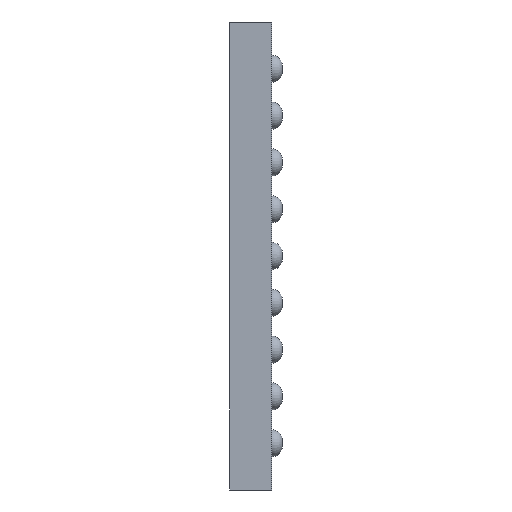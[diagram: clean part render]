
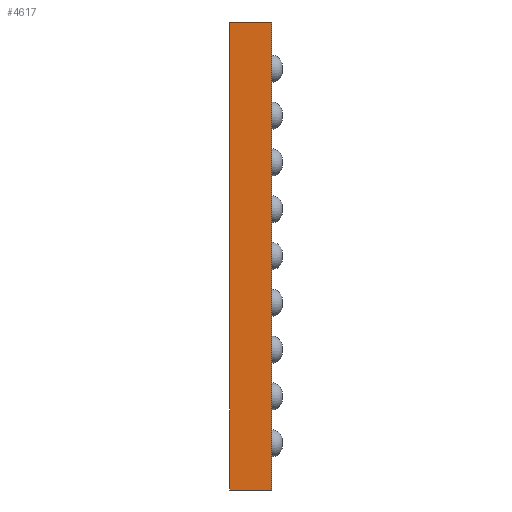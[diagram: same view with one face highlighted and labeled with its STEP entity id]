
A CAD part, left-side view. The second image highlights one B-rep face of the part: STEP entity #4617.
In plain terms, the highlighted planar face has unit normal (-1, 0, 0).
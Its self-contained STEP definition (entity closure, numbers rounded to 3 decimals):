
#297 = EDGE_CURVE ( 'NONE', #8839, #4841, #3357, .T. ) ;
#298 = VECTOR ( 'NONE', #446, 1000. ) ;
#373 = EDGE_LOOP ( 'NONE', ( #9223, #742, #5234, #8304 ) ) ;
#446 = DIRECTION ( 'NONE',  ( 0., 0., 1. ) ) ;
#613 = CARTESIAN_POINT ( 'NONE',  ( -2.5, 0.45, -2.5 ) ) ;
#742 = ORIENTED_EDGE ( 'NONE', *, *, #6740, .F. ) ;
#1102 = DIRECTION ( 'NONE',  ( 0., 0., -1. ) ) ;
#1448 = EDGE_CURVE ( 'NONE', #5384, #8839, #6006, .T. ) ;
#1894 = AXIS2_PLACEMENT_3D ( 'NONE', #7725, #8383, #1102 ) ;
#2412 = DIRECTION ( 'NONE',  ( 0., -1., 0. ) ) ;
#3357 = LINE ( 'NONE', #6897, #8867 ) ;
#3385 = CARTESIAN_POINT ( 'NONE',  ( -2.5, 0.45, 2.5 ) ) ;
#3918 = PLANE ( 'NONE',  #1894 ) ;
#4617 = ADVANCED_FACE ( 'NONE', ( #7385 ), #3918, .F. ) ;
#4841 = VERTEX_POINT ( 'NONE', #6758 ) ;
#5080 = LINE ( 'NONE', #3385, #298 ) ;
#5092 = DIRECTION ( 'NONE',  ( 0., -1., 0. ) ) ;
#5234 = ORIENTED_EDGE ( 'NONE', *, *, #6189, .F. ) ;
#5384 = VERTEX_POINT ( 'NONE', #8813 ) ;
#6006 = LINE ( 'NONE', #613, #6581 ) ;
#6148 = DIRECTION ( 'NONE',  ( 0., 0., 1. ) ) ;
#6189 = EDGE_CURVE ( 'NONE', #5384, #6357, #5080, .T. ) ;
#6332 = LINE ( 'NONE', #8333, #9017 ) ;
#6357 = VERTEX_POINT ( 'NONE', #8889 ) ;
#6581 = VECTOR ( 'NONE', #5092, 1000. ) ;
#6740 = EDGE_CURVE ( 'NONE', #6357, #4841, #6332, .T. ) ;
#6758 = CARTESIAN_POINT ( 'NONE',  ( -2.5, 0., 2.5 ) ) ;
#6897 = CARTESIAN_POINT ( 'NONE',  ( -2.5, 0., 2.5 ) ) ;
#7385 = FACE_OUTER_BOUND ( 'NONE', #373, .T. ) ;
#7573 = CARTESIAN_POINT ( 'NONE',  ( -2.5, 0., -2.5 ) ) ;
#7725 = CARTESIAN_POINT ( 'NONE',  ( -2.5, 0.45, 2.5 ) ) ;
#8304 = ORIENTED_EDGE ( 'NONE', *, *, #1448, .T. ) ;
#8333 = CARTESIAN_POINT ( 'NONE',  ( -2.5, 0.45, 2.5 ) ) ;
#8383 = DIRECTION ( 'NONE',  ( 1., 0., 0. ) ) ;
#8813 = CARTESIAN_POINT ( 'NONE',  ( -2.5, 0.45, -2.5 ) ) ;
#8839 = VERTEX_POINT ( 'NONE', #7573 ) ;
#8867 = VECTOR ( 'NONE', #6148, 1000. ) ;
#8889 = CARTESIAN_POINT ( 'NONE',  ( -2.5, 0.45, 2.5 ) ) ;
#9017 = VECTOR ( 'NONE', #2412, 1000. ) ;
#9223 = ORIENTED_EDGE ( 'NONE', *, *, #297, .T. ) ;
